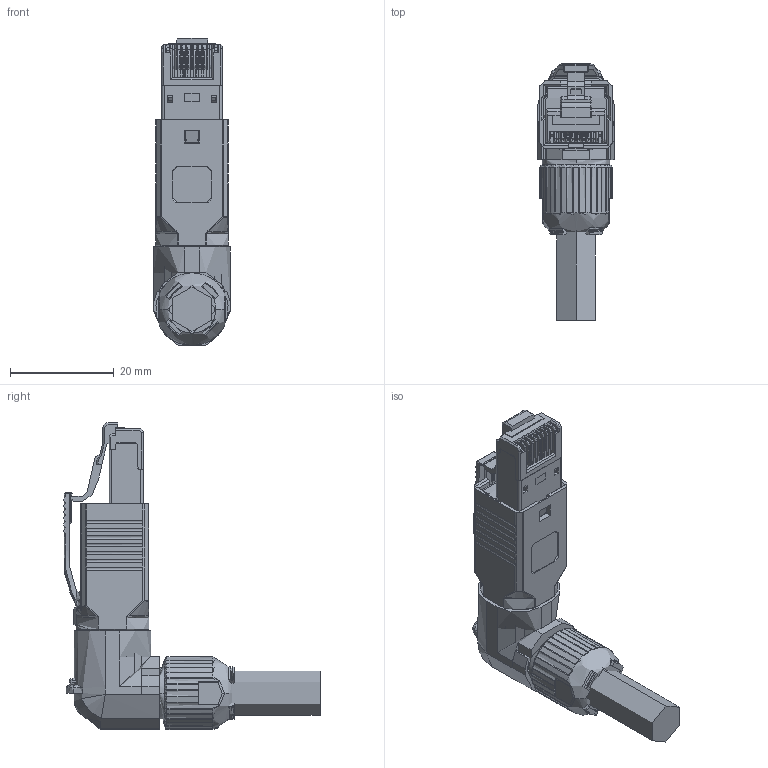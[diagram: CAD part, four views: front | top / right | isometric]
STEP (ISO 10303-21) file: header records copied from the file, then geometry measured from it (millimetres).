
FILE_DESCRIPTION (( 'STEP AP214' ), '1' );
FILE_NAME ('TSPFTC6AS-RA.STEP', '2018-09-17T13:34:08', ( '' ), ( '' ), 'SwSTEP 2.0', 'SolidWorks 2017', '' );
FILE_SCHEMA (( 'AUTOMOTIVE_DESIGN' ));
Length unit declared in the file: millimetre
Products named in the file (3): TSPFTC6AS-RA; ANGLE-B; ANGLE-F
Assembly tree (2 placements, depth 2):
  TSPFTC6AS-RA
    ANGLE-F
    ANGLE-B
Bounding box: 14.8 x 49.35 x 59.17 mm (x, y, z)
Topology: 0 solids, 233 shells, 4614 faces, 14422 edges, 9674 vertices
Faces by surface type: plane 2866, cylinder 1235, bspline 427, cone 73, torus 13
Full cylindrical faces by diameter (mm): 0.6 x3, 1 x5
Entity records: 194598 total; most frequent: CARTESIAN_POINT 74932, ORIENTED_EDGE 27075, DIRECTION 20401, EDGE_CURVE 14383, VERTEX_POINT 9677, VECTOR 9619, LINE 9619, AXIS2_PLACEMENT_3D 5391
